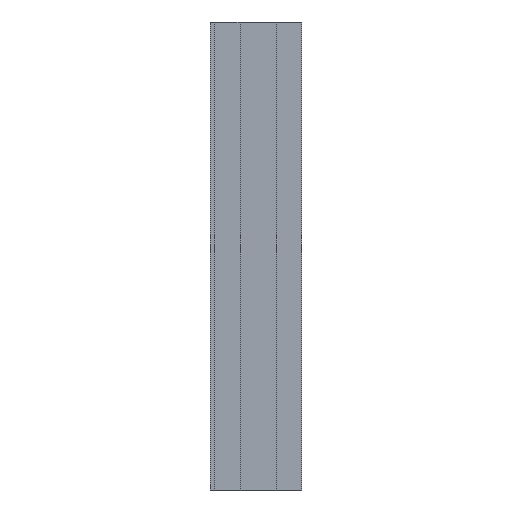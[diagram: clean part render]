
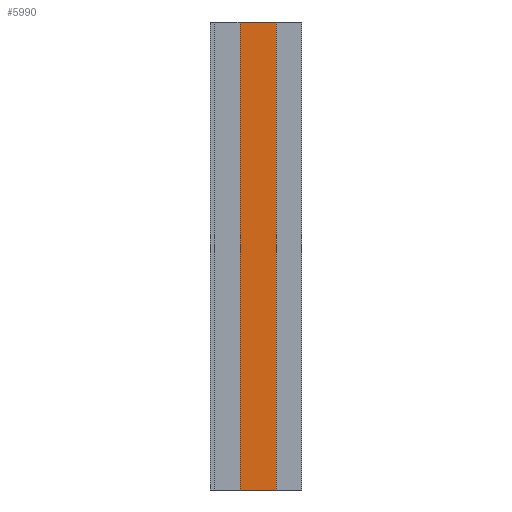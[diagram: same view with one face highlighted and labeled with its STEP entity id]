
A CAD part, left-side view. The second image highlights one B-rep face of the part: STEP entity #5990.
In plain terms, the highlighted planar face has unit normal (-1, 0, 0).
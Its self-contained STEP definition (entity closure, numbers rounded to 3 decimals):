
#52 = VERTEX_POINT ( 'NONE', #3732 ) ;
#53 = VERTEX_POINT ( 'NONE', #3734 ) ;
#54 = VERTEX_POINT ( 'NONE', #3733 ) ;
#56 = VERTEX_POINT ( 'NONE', #3184 ) ;
#1931 = PLANE ( 'NONE',  #5652 ) ;
#1932 = CARTESIAN_POINT ( 'NONE',  ( -28.5, 2.648, -135. ) ) ;
#1933 = DIRECTION ( 'NONE',  ( -1., 0., 0. ) ) ;
#1934 = DIRECTION ( 'NONE',  ( 0., 0., 1. ) ) ;
#2103 = FACE_OUTER_BOUND ( 'NONE', #2702, .T. ) ;
#2259 = EDGE_CURVE ( 'NONE', #52, #54, #3017, .T. ) ;
#2260 = EDGE_CURVE ( 'NONE', #52, #53, #3019, .T. ) ;
#2261 = EDGE_CURVE ( 'NONE', #53, #56, #3021, .T. ) ;
#2263 = EDGE_CURVE ( 'NONE', #54, #56, #3025, .T. ) ;
#2702 = EDGE_LOOP ( 'NONE', ( #5766, #5736, #5737, #5767 ) ) ;
#3017 = LINE ( 'NONE', #4113, #3018 ) ;
#3018 = VECTOR ( 'NONE', #4114, 1000. ) ;
#3019 = LINE ( 'NONE', #4115, #3020 ) ;
#3020 = VECTOR ( 'NONE', #4116, 1000. ) ;
#3021 = LINE ( 'NONE', #4117, #3022 ) ;
#3022 = VECTOR ( 'NONE', #4118, 1000. ) ;
#3025 = LINE ( 'NONE', #4121, #3026 ) ;
#3026 = VECTOR ( 'NONE', #4122, 1000. ) ;
#3184 = CARTESIAN_POINT ( 'NONE',  ( -28.5, -9.352, 0. ) ) ;
#3732 = CARTESIAN_POINT ( 'NONE',  ( -28.5, 2.648, -135. ) ) ;
#3733 = CARTESIAN_POINT ( 'NONE',  ( -28.5, -9.352, -135. ) ) ;
#3734 = CARTESIAN_POINT ( 'NONE',  ( -28.5, 2.648, 0. ) ) ;
#4113 = CARTESIAN_POINT ( 'NONE',  ( -28.5, 2.648, -135. ) ) ;
#4114 = DIRECTION ( 'NONE',  ( 0., -1., 0. ) ) ;
#4115 = CARTESIAN_POINT ( 'NONE',  ( -28.5, 2.648, -135. ) ) ;
#4116 = DIRECTION ( 'NONE',  ( 0., 0., 1. ) ) ;
#4117 = CARTESIAN_POINT ( 'NONE',  ( -28.5, 2.648, 0. ) ) ;
#4118 = DIRECTION ( 'NONE',  ( 0., -1., 0. ) ) ;
#4121 = CARTESIAN_POINT ( 'NONE',  ( -28.5, -9.352, -135. ) ) ;
#4122 = DIRECTION ( 'NONE',  ( 0., 0., 1. ) ) ;
#5652 = AXIS2_PLACEMENT_3D ( 'NONE', #1932, #1933, #1934 ) ;
#5736 = ORIENTED_EDGE ( 'NONE', *, *, #2260, .F. ) ;
#5737 = ORIENTED_EDGE ( 'NONE', *, *, #2259, .T. ) ;
#5766 = ORIENTED_EDGE ( 'NONE', *, *, #2261, .F. ) ;
#5767 = ORIENTED_EDGE ( 'NONE', *, *, #2263, .T. ) ;
#5990 = ADVANCED_FACE ( 'NONE', ( #2103 ), #1931, .T. ) ;
